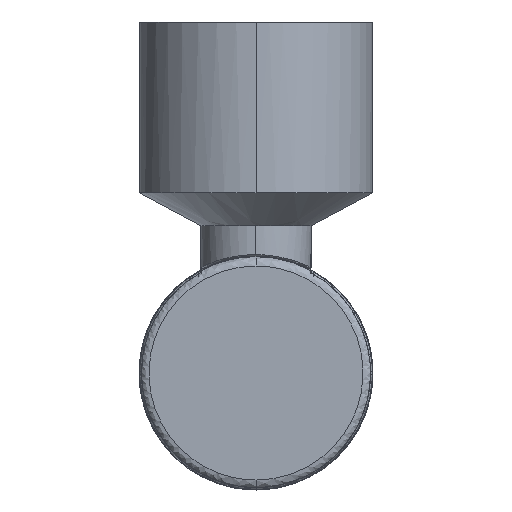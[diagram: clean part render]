
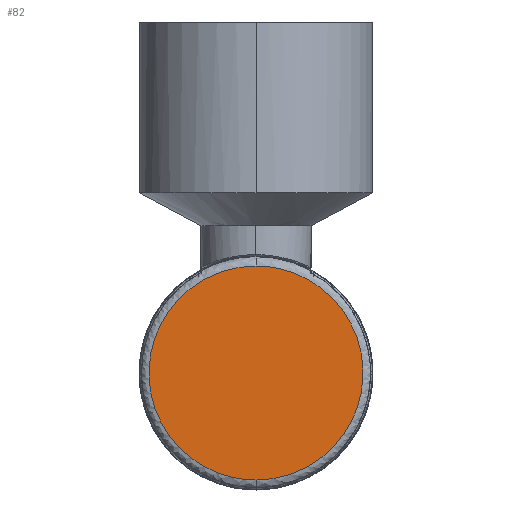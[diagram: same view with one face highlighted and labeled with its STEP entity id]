
A CAD part, left-side view. The second image highlights one B-rep face of the part: STEP entity #82.
In plain terms, the highlighted planar face has unit normal (-1, 0, 0).
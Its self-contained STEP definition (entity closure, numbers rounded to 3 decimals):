
#82=ADVANCED_FACE('',(#215),#2333,.T.);
#215=FACE_OUTER_BOUND('',#342,.T.);
#342=EDGE_LOOP('',(#621,#622));
#621=ORIENTED_EDGE('',*,*,#1177,.T.);
#622=ORIENTED_EDGE('',*,*,#1201,.T.);
#1177=EDGE_CURVE('',#2010,#2011,#1563,.T.);
#1201=EDGE_CURVE('',#2011,#2010,#1578,.T.);
#1563=(
BOUNDED_CURVE()
B_SPLINE_CURVE(2,(#3769,#3770,#3771,#3772,#3773),.UNSPECIFIED.,.F.,.F.)
B_SPLINE_CURVE_WITH_KNOTS((3,2,3),(71.844,107.767,143.689),
 .UNSPECIFIED.)
CURVE()
GEOMETRIC_REPRESENTATION_ITEM()
RATIONAL_B_SPLINE_CURVE((1.,0.707,1.,0.707,
1.))
REPRESENTATION_ITEM('')
);
#1578=(
BOUNDED_CURVE()
B_SPLINE_CURVE(2,(#3842,#3843,#3844,#3845,#3846),.UNSPECIFIED.,.F.,.F.)
B_SPLINE_CURVE_WITH_KNOTS((3,2,3),(0.,35.922,71.844),
 .UNSPECIFIED.)
CURVE()
GEOMETRIC_REPRESENTATION_ITEM()
RATIONAL_B_SPLINE_CURVE((1.,0.707,1.,0.707,1.))
REPRESENTATION_ITEM('')
);
#2010=VERTEX_POINT('',#3607);
#2011=VERTEX_POINT('',#3608);
#2333=PLANE('',#2421);
#2421=AXIS2_PLACEMENT_3D('',#3359,#2476,$);
#2476=DIRECTION('',(-1.,0.,0.));
#3359=CARTESIAN_POINT('',(-1646.,-27.625,-21.875));
#3607=CARTESIAN_POINT('',(-1646.,0.,-17.119));
#3608=CARTESIAN_POINT('',(-1646.,0.,28.619));
#3769=CARTESIAN_POINT('',(-1646.,0.,-17.119));
#3770=CARTESIAN_POINT('',(-1646.,-22.869,-17.119));
#3771=CARTESIAN_POINT('',(-1646.,-22.869,5.75));
#3772=CARTESIAN_POINT('',(-1646.,-22.869,28.619));
#3773=CARTESIAN_POINT('',(-1646.,0.,28.619));
#3842=CARTESIAN_POINT('',(-1646.,0.,28.619));
#3843=CARTESIAN_POINT('',(-1646.,22.869,28.619));
#3844=CARTESIAN_POINT('',(-1646.,22.869,5.75));
#3845=CARTESIAN_POINT('',(-1646.,22.869,-17.119));
#3846=CARTESIAN_POINT('',(-1646.,0.,-17.119));
